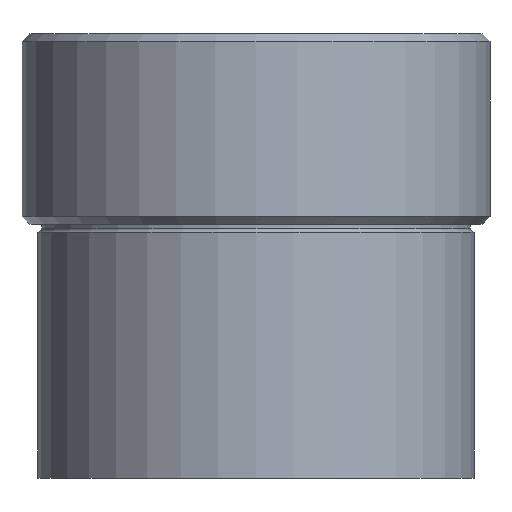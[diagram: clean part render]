
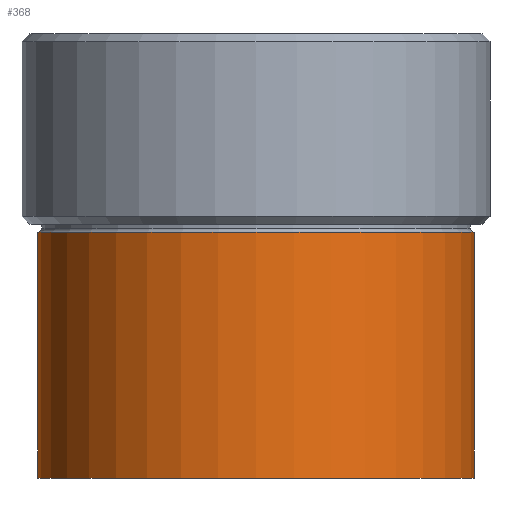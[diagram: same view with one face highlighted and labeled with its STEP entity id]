
A CAD part, front view. The second image highlights one B-rep face of the part: STEP entity #368.
In plain terms, the highlighted cylindrical face has radius 27.5 mm (diameter 55 mm), a partial arc.
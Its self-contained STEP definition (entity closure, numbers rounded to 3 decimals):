
#1 = DIRECTION ( 'NONE',  ( 1., 0., 0. ) ) ;
#31 = EDGE_CURVE ( 'NONE', #129, #217, #383, .T. ) ;
#32 = CARTESIAN_POINT ( 'NONE',  ( 27.5, 0., 0. ) ) ;
#57 = CIRCLE ( 'NONE', #191, 27.5 ) ;
#60 = DIRECTION ( 'NONE',  ( 0., 0., 1. ) ) ;
#61 = EDGE_LOOP ( 'NONE', ( #192, #490, #289, #256 ) ) ;
#68 = CARTESIAN_POINT ( 'NONE',  ( -27.5, 0., -25. ) ) ;
#84 = AXIS2_PLACEMENT_3D ( 'NONE', #450, #128, #326 ) ;
#128 = DIRECTION ( 'NONE',  ( 0., 0., 1. ) ) ;
#129 = VERTEX_POINT ( 'NONE', #303 ) ;
#150 = FACE_OUTER_BOUND ( 'NONE', #61, .T. ) ;
#166 = LINE ( 'NONE', #32, #351 ) ;
#191 = AXIS2_PLACEMENT_3D ( 'NONE', #410, #529, #1 ) ;
#192 = ORIENTED_EDGE ( 'NONE', *, *, #31, .F. ) ;
#204 = AXIS2_PLACEMENT_3D ( 'NONE', #309, #60, #275 ) ;
#210 = CARTESIAN_POINT ( 'NONE',  ( 27.5, 0., -56. ) ) ;
#217 = VERTEX_POINT ( 'NONE', #68 ) ;
#223 = DIRECTION ( 'NONE',  ( 0., 0., 1. ) ) ;
#256 = ORIENTED_EDGE ( 'NONE', *, *, #488, .F. ) ;
#275 = DIRECTION ( 'NONE',  ( 1., 0., 0. ) ) ;
#278 = EDGE_CURVE ( 'NONE', #129, #411, #389, .T. ) ;
#289 = ORIENTED_EDGE ( 'NONE', *, *, #433, .T. ) ;
#303 = CARTESIAN_POINT ( 'NONE',  ( -27.5, 0., -56. ) ) ;
#309 = CARTESIAN_POINT ( 'NONE',  ( 0., 0., -56. ) ) ;
#310 = CYLINDRICAL_SURFACE ( 'NONE', #84, 27.5 ) ;
#313 = VECTOR ( 'NONE', #223, 1000. ) ;
#326 = DIRECTION ( 'NONE',  ( 1., 0., 0. ) ) ;
#351 = VECTOR ( 'NONE', #452, 1000. ) ;
#368 = ADVANCED_FACE ( 'NONE', ( #150 ), #310, .T. ) ;
#383 = LINE ( 'NONE', #508, #313 ) ;
#389 = CIRCLE ( 'NONE', #204, 27.5 ) ;
#410 = CARTESIAN_POINT ( 'NONE',  ( 0., 0., -25. ) ) ;
#411 = VERTEX_POINT ( 'NONE', #210 ) ;
#433 = EDGE_CURVE ( 'NONE', #411, #478, #166, .T. ) ;
#447 = CARTESIAN_POINT ( 'NONE',  ( 27.5, 0., -25. ) ) ;
#450 = CARTESIAN_POINT ( 'NONE',  ( 0., 0., 0. ) ) ;
#452 = DIRECTION ( 'NONE',  ( 0., 0., 1. ) ) ;
#478 = VERTEX_POINT ( 'NONE', #447 ) ;
#488 = EDGE_CURVE ( 'NONE', #217, #478, #57, .T. ) ;
#490 = ORIENTED_EDGE ( 'NONE', *, *, #278, .T. ) ;
#508 = CARTESIAN_POINT ( 'NONE',  ( -27.5, 0., 0. ) ) ;
#529 = DIRECTION ( 'NONE',  ( 0., 0., 1. ) ) ;
